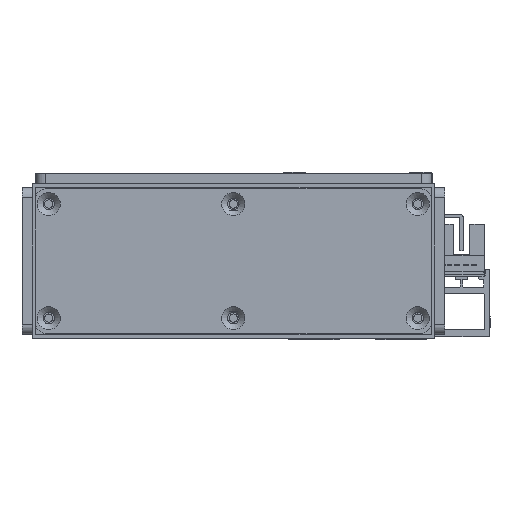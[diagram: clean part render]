
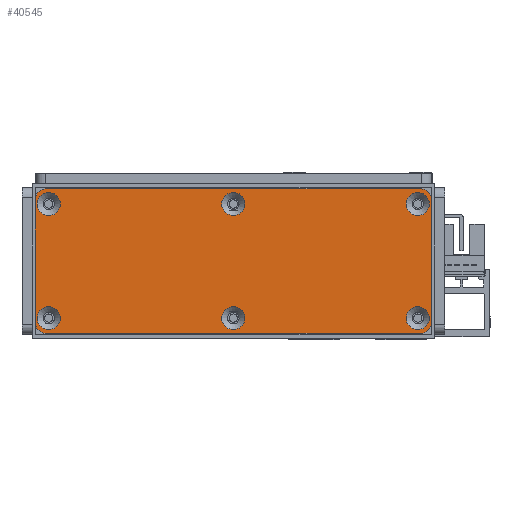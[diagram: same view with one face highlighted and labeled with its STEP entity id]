
A CAD part, front view. The second image highlights one B-rep face of the part: STEP entity #40545.
In plain terms, the highlighted face is planar.
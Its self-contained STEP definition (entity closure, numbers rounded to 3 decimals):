
#794=FACE_BOUND('',#6968,.T.);
#795=FACE_BOUND('',#6969,.T.);
#796=FACE_BOUND('',#6970,.T.);
#797=FACE_BOUND('',#6971,.T.);
#798=FACE_BOUND('',#6972,.T.);
#799=FACE_BOUND('',#6973,.T.);
#2256=PLANE('',#43859);
#4481=FACE_OUTER_BOUND('',#6967,.T.);
#6967=EDGE_LOOP('',(#37428,#37429,#37430,#37431,#37432,#37433,#37434,#37435));
#6968=EDGE_LOOP('',(#37436));
#6969=EDGE_LOOP('',(#37437));
#6970=EDGE_LOOP('',(#37438));
#6971=EDGE_LOOP('',(#37439));
#6972=EDGE_LOOP('',(#37440));
#6973=EDGE_LOOP('',(#37441));
#11482=LINE('',#67133,#16075);
#11486=LINE('',#67145,#16079);
#11490=LINE('',#67157,#16083);
#11494=LINE('',#67167,#16087);
#16075=VECTOR('',#54124,10.);
#16079=VECTOR('',#54136,10.);
#16083=VECTOR('',#54148,10.);
#16087=VECTOR('',#54160,10.);
#17193=CIRCLE('',#43813,3.45);
#17196=CIRCLE('',#43818,3.45);
#17199=CIRCLE('',#43823,3.45);
#17202=CIRCLE('',#43828,3.45);
#17205=CIRCLE('',#43833,3.45);
#17208=CIRCLE('',#43838,3.45);
#17212=CIRCLE('',#43844,3.);
#17214=CIRCLE('',#43848,3.);
#17216=CIRCLE('',#43852,3.);
#17218=CIRCLE('',#43856,3.);
#20833=VERTEX_POINT('',#67061);
#20836=VERTEX_POINT('',#67071);
#20839=VERTEX_POINT('',#67081);
#20842=VERTEX_POINT('',#67091);
#20845=VERTEX_POINT('',#67101);
#20848=VERTEX_POINT('',#67111);
#20853=VERTEX_POINT('',#67124);
#20854=VERTEX_POINT('',#67126);
#20856=VERTEX_POINT('',#67132);
#20858=VERTEX_POINT('',#67138);
#20860=VERTEX_POINT('',#67144);
#20862=VERTEX_POINT('',#67150);
#20864=VERTEX_POINT('',#67156);
#20866=VERTEX_POINT('',#67162);
#26373=EDGE_CURVE('',#20833,#20833,#17193,.T.);
#26378=EDGE_CURVE('',#20836,#20836,#17196,.T.);
#26383=EDGE_CURVE('',#20839,#20839,#17199,.T.);
#26388=EDGE_CURVE('',#20842,#20842,#17202,.T.);
#26393=EDGE_CURVE('',#20845,#20845,#17205,.T.);
#26398=EDGE_CURVE('',#20848,#20848,#17208,.T.);
#26405=EDGE_CURVE('',#20854,#20853,#17212,.T.);
#26408=EDGE_CURVE('',#20856,#20854,#11482,.T.);
#26411=EDGE_CURVE('',#20858,#20856,#17214,.T.);
#26414=EDGE_CURVE('',#20860,#20858,#11486,.T.);
#26417=EDGE_CURVE('',#20862,#20860,#17216,.T.);
#26420=EDGE_CURVE('',#20864,#20862,#11490,.T.);
#26423=EDGE_CURVE('',#20866,#20864,#17218,.T.);
#26426=EDGE_CURVE('',#20853,#20866,#11494,.T.);
#37428=ORIENTED_EDGE('',*,*,#26426,.T.);
#37429=ORIENTED_EDGE('',*,*,#26423,.T.);
#37430=ORIENTED_EDGE('',*,*,#26420,.T.);
#37431=ORIENTED_EDGE('',*,*,#26417,.T.);
#37432=ORIENTED_EDGE('',*,*,#26414,.T.);
#37433=ORIENTED_EDGE('',*,*,#26411,.T.);
#37434=ORIENTED_EDGE('',*,*,#26408,.T.);
#37435=ORIENTED_EDGE('',*,*,#26405,.T.);
#37436=ORIENTED_EDGE('',*,*,#26373,.T.);
#37437=ORIENTED_EDGE('',*,*,#26378,.T.);
#37438=ORIENTED_EDGE('',*,*,#26383,.T.);
#37439=ORIENTED_EDGE('',*,*,#26388,.T.);
#37440=ORIENTED_EDGE('',*,*,#26393,.T.);
#37441=ORIENTED_EDGE('',*,*,#26398,.T.);
#40545=ADVANCED_FACE('',(#4481,#794,#795,#796,#797,#798,#799),#2256,.T.);
#43813=AXIS2_PLACEMENT_3D('',#67062,#54043,#54044);
#43818=AXIS2_PLACEMENT_3D('',#67072,#54055,#54056);
#43823=AXIS2_PLACEMENT_3D('',#67082,#54067,#54068);
#43828=AXIS2_PLACEMENT_3D('',#67092,#54079,#54080);
#43833=AXIS2_PLACEMENT_3D('',#67102,#54091,#54092);
#43838=AXIS2_PLACEMENT_3D('',#67112,#54103,#54104);
#43844=AXIS2_PLACEMENT_3D('',#67127,#54118,#54119);
#43848=AXIS2_PLACEMENT_3D('',#67139,#54130,#54131);
#43852=AXIS2_PLACEMENT_3D('',#67151,#54142,#54143);
#43856=AXIS2_PLACEMENT_3D('',#67163,#54154,#54155);
#43859=AXIS2_PLACEMENT_3D('',#67169,#54163,#54164);
#54043=DIRECTION('center_axis',(0.,0.,-1.));
#54044=DIRECTION('ref_axis',(1.,0.,0.));
#54055=DIRECTION('center_axis',(0.,0.,-1.));
#54056=DIRECTION('ref_axis',(1.,0.,0.));
#54067=DIRECTION('center_axis',(0.,0.,-1.));
#54068=DIRECTION('ref_axis',(1.,0.,0.));
#54079=DIRECTION('center_axis',(0.,0.,-1.));
#54080=DIRECTION('ref_axis',(1.,0.,0.));
#54091=DIRECTION('center_axis',(0.,0.,-1.));
#54092=DIRECTION('ref_axis',(1.,0.,0.));
#54103=DIRECTION('center_axis',(0.,0.,-1.));
#54104=DIRECTION('ref_axis',(1.,0.,0.));
#54118=DIRECTION('center_axis',(0.,0.,1.));
#54119=DIRECTION('ref_axis',(-1.,0.,0.));
#54124=DIRECTION('',(0.,1.,0.));
#54130=DIRECTION('center_axis',(0.,0.,1.));
#54131=DIRECTION('ref_axis',(0.,1.,0.));
#54136=DIRECTION('',(1.,0.,0.));
#54142=DIRECTION('center_axis',(0.,0.,1.));
#54143=DIRECTION('ref_axis',(1.,0.,0.));
#54148=DIRECTION('',(0.,-1.,0.));
#54154=DIRECTION('center_axis',(0.,0.,1.));
#54155=DIRECTION('ref_axis',(0.,-1.,0.));
#54160=DIRECTION('',(-1.,0.,0.));
#54163=DIRECTION('center_axis',(0.,0.,1.));
#54164=DIRECTION('ref_axis',(1.,0.,0.));
#67061=CARTESIAN_POINT('',(110.55,4.5,3.));
#67062=CARTESIAN_POINT('Origin',(114.,4.5,3.));
#67071=CARTESIAN_POINT('',(55.55,38.5,3.));
#67072=CARTESIAN_POINT('Origin',(59.,38.5,3.));
#67081=CARTESIAN_POINT('',(55.55,4.5,3.));
#67082=CARTESIAN_POINT('Origin',(59.,4.5,3.));
#67091=CARTESIAN_POINT('',(0.55,38.5,3.));
#67092=CARTESIAN_POINT('Origin',(4.,38.5,3.));
#67101=CARTESIAN_POINT('',(110.55,38.5,3.));
#67102=CARTESIAN_POINT('Origin',(114.,38.5,3.));
#67111=CARTESIAN_POINT('',(0.55,4.5,3.));
#67112=CARTESIAN_POINT('Origin',(4.,4.5,3.));
#67124=CARTESIAN_POINT('',(115.,43.,3.));
#67126=CARTESIAN_POINT('',(118.,40.,3.));
#67127=CARTESIAN_POINT('Origin',(115.,40.,3.));
#67132=CARTESIAN_POINT('',(118.,3.,3.));
#67133=CARTESIAN_POINT('',(118.,40.,3.));
#67138=CARTESIAN_POINT('',(115.,0.,3.));
#67139=CARTESIAN_POINT('Origin',(115.,3.,3.));
#67144=CARTESIAN_POINT('',(3.,0.,3.));
#67145=CARTESIAN_POINT('',(115.,0.,3.));
#67150=CARTESIAN_POINT('',(0.,3.,3.));
#67151=CARTESIAN_POINT('Origin',(3.,3.,3.));
#67156=CARTESIAN_POINT('',(0.,40.,3.));
#67157=CARTESIAN_POINT('',(0.,3.,3.));
#67162=CARTESIAN_POINT('',(3.,43.,3.));
#67163=CARTESIAN_POINT('Origin',(3.,40.,3.));
#67167=CARTESIAN_POINT('',(3.,43.,3.));
#67169=CARTESIAN_POINT('Origin',(59.,21.5,3.));
